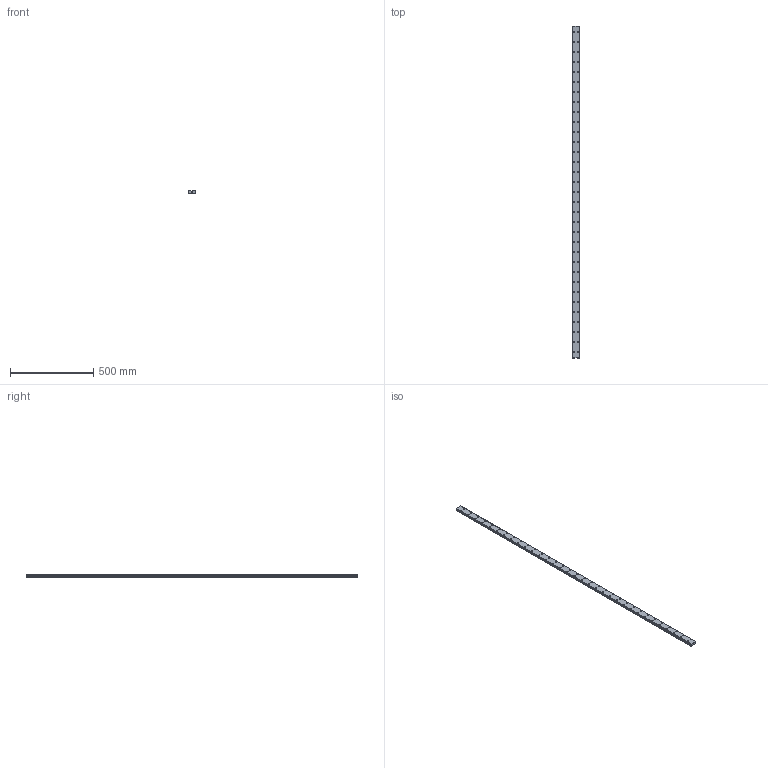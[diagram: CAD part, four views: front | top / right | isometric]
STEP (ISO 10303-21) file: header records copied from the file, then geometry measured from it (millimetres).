
FILE_DESCRIPTION(('STEP AP214'),'1');
FILE_NAME('cctmp_E8C380FC-B294-49E5-911C-10023FA1B268_2021_03_05_15_43_10_0532..stp','2021-03-05T14:43:10',('HIWIN GmbH'),('CADClick - www.CADClick.com'),'Spatial InterOp 3D',' ','unknown authorization');
FILE_SCHEMA(('AUTOMOTIVE_DESIGN'));
Length unit declared in the file: millimetre
Products named in the file (1): WER27R1990H_FILE
Bounding box: 42 x 1990 x 15 mm (x, y, z)
Volume: 1158415.7 mm3; surface area: 250614.1 mm2
Topology: 1 solids, 1 shells, 697 faces, 1479 edges, 986 vertices
Faces by surface type: cylinder 414, plane 283
Entity records: 24741 total; most frequent: DIRECTION 3703, CARTESIAN_POINT 3163, ORIENTED_EDGE 2958, AXIS2_PLACEMENT_3D 1526, EDGE_CURVE 1479, VERTEX_POINT 986, EDGE_LOOP 899, CIRCLE 828
